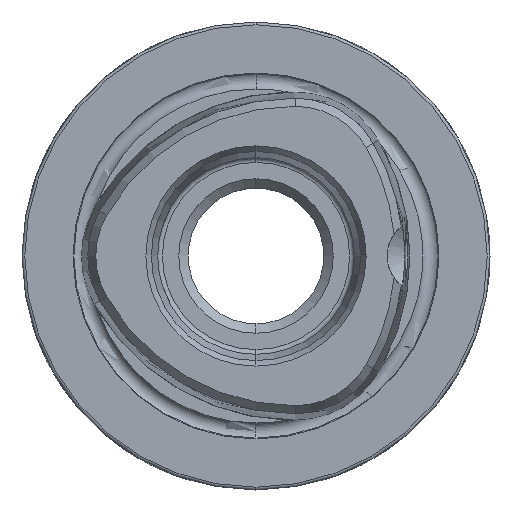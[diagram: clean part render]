
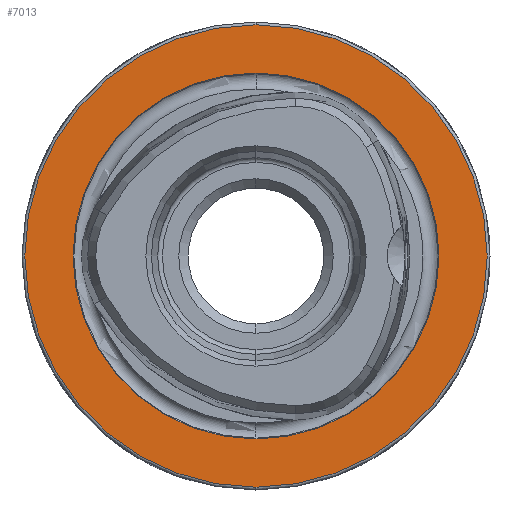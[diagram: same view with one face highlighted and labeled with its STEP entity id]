
A CAD part, left-side view. The second image highlights one B-rep face of the part: STEP entity #7013.
In plain terms, the highlighted planar face has unit normal (-1, 0, 0).
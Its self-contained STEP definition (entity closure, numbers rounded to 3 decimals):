
#143 = CARTESIAN_POINT ( 'NONE',  ( 0., 0., 0. ) ) ;
#144 = DIRECTION ( 'NONE',  ( -1., 0., 0. ) ) ;
#145 = DIRECTION ( 'NONE',  ( 0., 0., 1. ) ) ;
#146 = CARTESIAN_POINT ( 'NONE',  ( 0., 0., 0. ) ) ;
#147 = DIRECTION ( 'NONE',  ( -1., 0., 0. ) ) ;
#148 = DIRECTION ( 'NONE',  ( 0., 0., 1. ) ) ;
#1126 = CARTESIAN_POINT ( 'NONE',  ( 0., 19.55, 0. ) ) ;
#1129 = PLANE ( 'NONE',  #1419 ) ;
#1131 = DIRECTION ( 'NONE',  ( 1., 0., 0. ) ) ;
#1132 = DIRECTION ( 'NONE',  ( 0., 0., -1. ) ) ;
#1237 = AXIS2_PLACEMENT_3D ( 'NONE', #3397, #3399, #3401 ) ;
#1238 = AXIS2_PLACEMENT_3D ( 'NONE', #3405, #3407, #3409 ) ;
#1347 = AXIS2_PLACEMENT_3D ( 'NONE', #143, #144, #145 ) ;
#1348 = AXIS2_PLACEMENT_3D ( 'NONE', #146, #147, #148 ) ;
#1419 = AXIS2_PLACEMENT_3D ( 'NONE', #1126, #1131, #1132 ) ;
#1587 = ORIENTED_EDGE ( 'NONE', *, *, #5775, .F. ) ;
#1588 = ORIENTED_EDGE ( 'NONE', *, *, #3771, .F. ) ;
#1589 = ORIENTED_EDGE ( 'NONE', *, *, #3770, .T. ) ;
#1590 = ORIENTED_EDGE ( 'NONE', *, *, #5777, .T. ) ;
#2496 = CARTESIAN_POINT ( 'NONE',  ( 0., 0., -19.55 ) ) ;
#2497 = CARTESIAN_POINT ( 'NONE',  ( 0., 0., 19.55 ) ) ;
#2499 = CARTESIAN_POINT ( 'NONE',  ( 0., 0., 24.7 ) ) ;
#2500 = CARTESIAN_POINT ( 'NONE',  ( 0., 0., -24.7 ) ) ;
#2635 = VERTEX_POINT ( 'NONE', #2496 ) ;
#2636 = VERTEX_POINT ( 'NONE', #2497 ) ;
#2638 = VERTEX_POINT ( 'NONE', #2499 ) ;
#2639 = VERTEX_POINT ( 'NONE', #2500 ) ;
#3397 = CARTESIAN_POINT ( 'NONE',  ( 0., 0., 0. ) ) ;
#3399 = DIRECTION ( 'NONE',  ( -1., 0., 0. ) ) ;
#3401 = DIRECTION ( 'NONE',  ( 0., 0., 1. ) ) ;
#3405 = CARTESIAN_POINT ( 'NONE',  ( 0., 0., 0. ) ) ;
#3407 = DIRECTION ( 'NONE',  ( -1., 0., 0. ) ) ;
#3409 = DIRECTION ( 'NONE',  ( 0., 0., 1. ) ) ;
#3770 = EDGE_CURVE ( 'NONE', #2638, #2639, #3875, .T. ) ;
#3771 = EDGE_CURVE ( 'NONE', #2635, #2636, #3877, .T. ) ;
#3875 = CIRCLE ( 'NONE', #1237, 24.7 ) ;
#3877 = CIRCLE ( 'NONE', #1238, 19.55 ) ;
#5214 = FACE_OUTER_BOUND ( 'NONE', #6410, .T. ) ;
#5217 = FACE_BOUND ( 'NONE', #6411, .T. ) ;
#5485 = CIRCLE ( 'NONE', #1348, 24.7 ) ;
#5487 = CIRCLE ( 'NONE', #1347, 19.55 ) ;
#5775 = EDGE_CURVE ( 'NONE', #2636, #2635, #5487, .T. ) ;
#5777 = EDGE_CURVE ( 'NONE', #2639, #2638, #5485, .T. ) ;
#6410 = EDGE_LOOP ( 'NONE', ( #1589, #1590 ) ) ;
#6411 = EDGE_LOOP ( 'NONE', ( #1587, #1588 ) ) ;
#7013 = ADVANCED_FACE ( 'NONE', ( #5217, #5214 ), #1129, .F. ) ;
